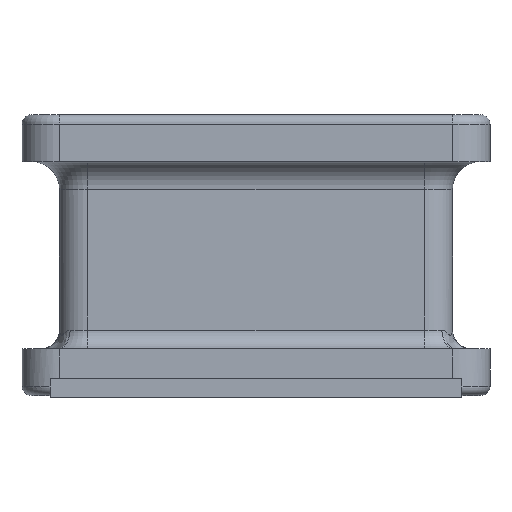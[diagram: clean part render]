
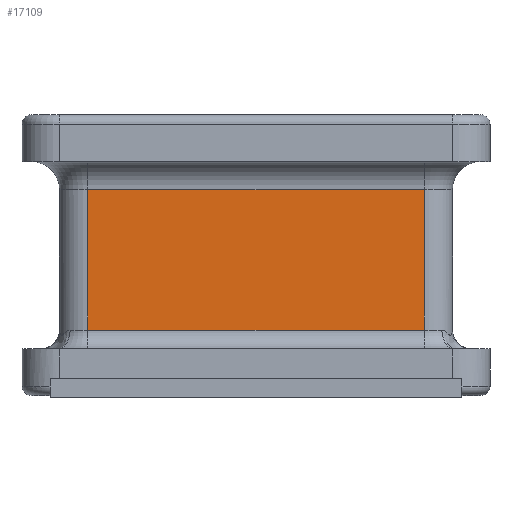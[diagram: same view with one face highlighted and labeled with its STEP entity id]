
A CAD part, front view. The second image highlights one B-rep face of the part: STEP entity #17109.
In plain terms, the highlighted planar face has unit normal (0, -1, 0).
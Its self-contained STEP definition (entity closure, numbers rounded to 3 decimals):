
#425 = EDGE_CURVE ( 'NONE', #9240, #2342, #9626, .T. ) ;
#1760 = LINE ( 'NONE', #8322, #9680 ) ;
#2342 = VERTEX_POINT ( 'NONE', #18055 ) ;
#2703 = VECTOR ( 'NONE', #20234, 1000. ) ;
#3569 = CARTESIAN_POINT ( 'NONE',  ( -1.05, -1.05, 0.35 ) ) ;
#3646 = EDGE_CURVE ( 'NONE', #6936, #5040, #17473, .T. ) ;
#4766 = CARTESIAN_POINT ( 'NONE',  ( 0.9, -1.05, 1.1 ) ) ;
#5040 = VERTEX_POINT ( 'NONE', #13110 ) ;
#5221 = DIRECTION ( 'NONE',  ( 0., 0., 1. ) ) ;
#5496 = EDGE_CURVE ( 'NONE', #5040, #9240, #1760, .T. ) ;
#6235 = EDGE_LOOP ( 'NONE', ( #10212, #7898, #11978, #20336 ) ) ;
#6708 = DIRECTION ( 'NONE',  ( 0., 0., -1. ) ) ;
#6936 = VERTEX_POINT ( 'NONE', #4766 ) ;
#7898 = ORIENTED_EDGE ( 'NONE', *, *, #425, .T. ) ;
#7972 = FACE_OUTER_BOUND ( 'NONE', #6235, .T. ) ;
#8256 = CARTESIAN_POINT ( 'NONE',  ( -0.9, -1.05, 0.35 ) ) ;
#8322 = CARTESIAN_POINT ( 'NONE',  ( -0.9, -1.05, 1.25 ) ) ;
#9240 = VERTEX_POINT ( 'NONE', #8256 ) ;
#9626 = LINE ( 'NONE', #3569, #20261 ) ;
#9680 = VECTOR ( 'NONE', #6708, 1000. ) ;
#9835 = CARTESIAN_POINT ( 'NONE',  ( -1.05, -1.05, 1.25 ) ) ;
#9936 = DIRECTION ( 'NONE',  ( 0., 1., 0. ) ) ;
#10212 = ORIENTED_EDGE ( 'NONE', *, *, #5496, .T. ) ;
#10361 = EDGE_CURVE ( 'NONE', #2342, #6936, #15352, .T. ) ;
#10975 = DIRECTION ( 'NONE',  ( 1., 0., 0. ) ) ;
#11024 = CARTESIAN_POINT ( 'NONE',  ( 0.9, -1.05, 1.25 ) ) ;
#11978 = ORIENTED_EDGE ( 'NONE', *, *, #10361, .T. ) ;
#12632 = CARTESIAN_POINT ( 'NONE',  ( -0.9, -1.05, 1.1 ) ) ;
#13110 = CARTESIAN_POINT ( 'NONE',  ( -0.9, -1.05, 1.1 ) ) ;
#14669 = DIRECTION ( 'NONE',  ( -1., 0., 0. ) ) ;
#15133 = AXIS2_PLACEMENT_3D ( 'NONE', #9835, #9936, #5221 ) ;
#15158 = VECTOR ( 'NONE', #14669, 1000. ) ;
#15352 = LINE ( 'NONE', #11024, #2703 ) ;
#17109 = ADVANCED_FACE ( 'NONE', ( #7972 ), #19034, .F. ) ;
#17473 = LINE ( 'NONE', #12632, #15158 ) ;
#18055 = CARTESIAN_POINT ( 'NONE',  ( 0.9, -1.05, 0.35 ) ) ;
#19034 = PLANE ( 'NONE',  #15133 ) ;
#20234 = DIRECTION ( 'NONE',  ( 0., 0., 1. ) ) ;
#20261 = VECTOR ( 'NONE', #10975, 1000. ) ;
#20336 = ORIENTED_EDGE ( 'NONE', *, *, #3646, .T. ) ;
